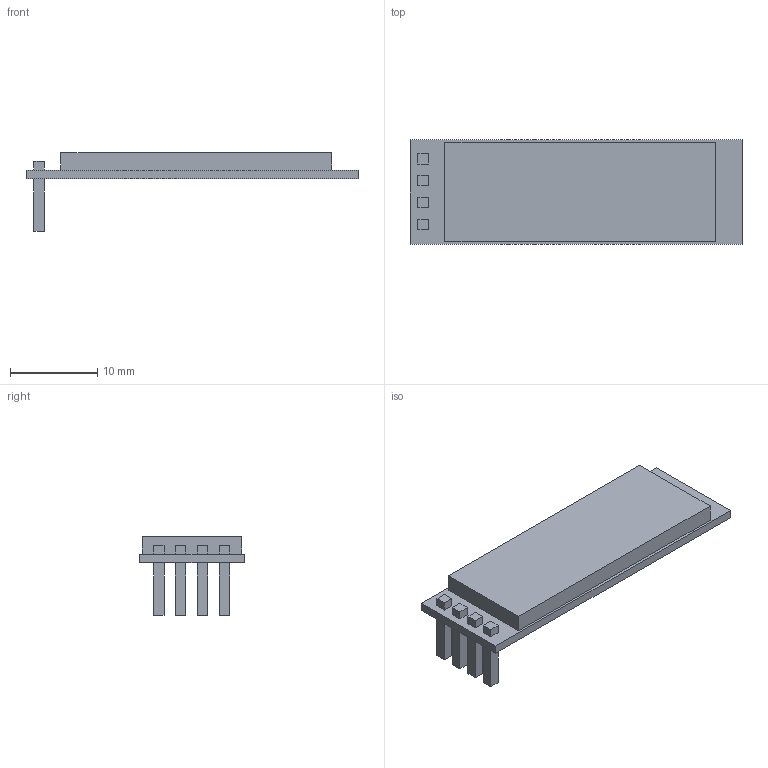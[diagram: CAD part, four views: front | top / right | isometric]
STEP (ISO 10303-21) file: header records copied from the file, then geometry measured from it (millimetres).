
FILE_DESCRIPTION (( 'STEP AP214' ), '1' );
FILE_NAME ('OLED_Display_32x128.STEP', '2022-02-09T00:47:09', ( '' ), ( '' ), 'SwSTEP 2.0', 'SolidWorks 2020', '' );
FILE_SCHEMA (( 'AUTOMOTIVE_DESIGN' ));
Length unit declared in the file: millimetre
Products named in the file (1): OLED_Display_32x128
Bounding box: 38 x 12 x 9 mm (x, y, z)
Volume: 1203.1 mm3; surface area: 1316 mm2
Topology: 1 solids, 1 shells, 51 faces, 120 edges, 80 vertices
Faces by surface type: plane 51
Entity records: 2029 total; most frequent: CARTESIAN_POINT 252, ORIENTED_EDGE 240, DIRECTION 224, VECTOR 120, EDGE_CURVE 120, LINE 120, VERTEX_POINT 80, EDGE_LOOP 60
